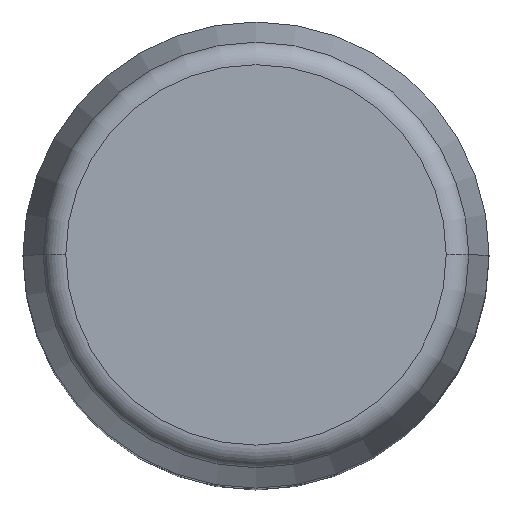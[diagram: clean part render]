
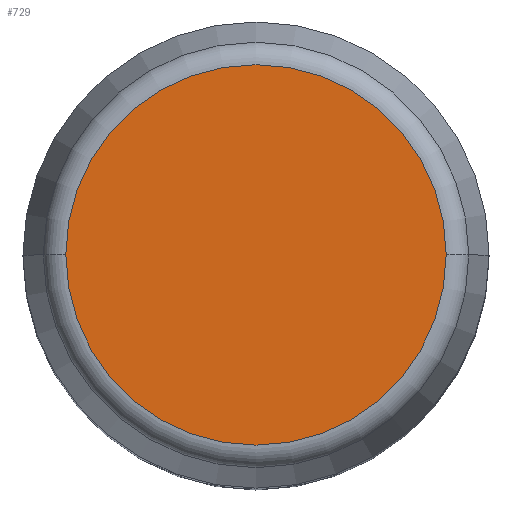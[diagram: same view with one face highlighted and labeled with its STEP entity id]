
A CAD part, top view. The second image highlights one B-rep face of the part: STEP entity #729.
In plain terms, the highlighted planar face has unit normal (0, 0, 1).
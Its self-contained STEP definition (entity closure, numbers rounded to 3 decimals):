
#1 = AXIS2_PLACEMENT_3D ( 'NONE', #1253, #309, #982 ) ;
#4 = VERTEX_POINT ( 'NONE', #44 ) ;
#44 = CARTESIAN_POINT ( 'NONE',  ( 4.08, 0., 25. ) ) ;
#189 = ORIENTED_EDGE ( 'NONE', *, *, #213, .T. ) ;
#202 = PLANE ( 'NONE',  #1 ) ;
#213 = EDGE_CURVE ( 'NONE', #4, #678, #933, .T. ) ;
#249 = AXIS2_PLACEMENT_3D ( 'NONE', #1070, #496, #1158 ) ;
#309 = DIRECTION ( 'NONE',  ( 0., 0., 1. ) ) ;
#496 = DIRECTION ( 'NONE',  ( 0., 0., 1. ) ) ;
#545 = DIRECTION ( 'NONE',  ( 0., 0., 1. ) ) ;
#678 = VERTEX_POINT ( 'NONE', #687 ) ;
#687 = CARTESIAN_POINT ( 'NONE',  ( -4.08, 0., 25. ) ) ;
#710 = ORIENTED_EDGE ( 'NONE', *, *, #840, .T. ) ;
#729 = ADVANCED_FACE ( 'NONE', ( #1202 ), #202, .T. ) ;
#840 = EDGE_CURVE ( 'NONE', #678, #4, #1254, .T. ) ;
#873 = AXIS2_PLACEMENT_3D ( 'NONE', #1114, #545, #1198 ) ;
#933 = CIRCLE ( 'NONE', #249, 4.08 ) ;
#982 = DIRECTION ( 'NONE',  ( 1., 0., 0. ) ) ;
#1070 = CARTESIAN_POINT ( 'NONE',  ( 0., 0., 25. ) ) ;
#1114 = CARTESIAN_POINT ( 'NONE',  ( 0., 0., 25. ) ) ;
#1158 = DIRECTION ( 'NONE',  ( 1., 0., 0. ) ) ;
#1198 = DIRECTION ( 'NONE',  ( 1., 0., 0. ) ) ;
#1202 = FACE_OUTER_BOUND ( 'NONE', #1213, .T. ) ;
#1213 = EDGE_LOOP ( 'NONE', ( #189, #710 ) ) ;
#1253 = CARTESIAN_POINT ( 'NONE',  ( 0., 0., 25. ) ) ;
#1254 = CIRCLE ( 'NONE', #873, 4.08 ) ;
